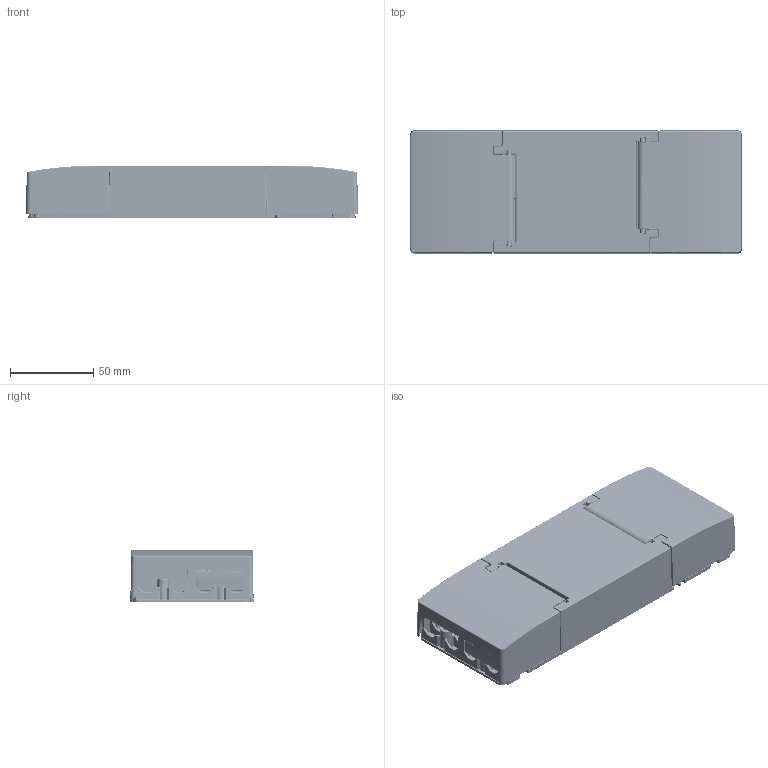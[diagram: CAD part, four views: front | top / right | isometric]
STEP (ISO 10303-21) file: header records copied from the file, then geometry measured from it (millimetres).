
FILE_DESCRIPTION(/* description */ (''),/* implementation_level */ '2;1');
FILE_NAME(/* name */ 'WH 50W-Independent.stp',/* time_stamp */ '2016-12-19T15:46:14+08:00',/* author */ ('cnh69992'),/* organization */ (''),/* preprocessor_version */ 'ST-DEVELOPER v15.2',/* originating_system */ 'Autodesk Inventor 2014',/* authorisation */ '');
FILE_SCHEMA (('AUTOMOTIVE_DESIGN { 1 0 10303 214 3 1 1 }'));
Products named in the file (123): 4422-409-21190_Cover sirius WH105; 4422-409-21200_Bottom sirius WH105; 4422-409-21220_Strain relief cover; 4422-409-21230_Strain relief clamp; 4422-400-69721; 2522-200-98586; 4422-409-21210_Strain relief bottom Sirius WH105; 250_Side_plate-gray; 250_single_piece; 250_4P; Cap_804; Connector_804; 804-6P; board.pcb_Outline1; board.pcb_Routing Outlines1; pkg_sot323_t_1, 934021860115_11; res_sllf160805_b_1, 212010894637_31; tld_icct_dia010_x_1, icct_dia010_51; res_sllf160805_b_1, 442240105011_9; res_sllf321607_b_1, 442240102009_11; res_sllf321607_b_1, 442240102003_13; cap_safe_180064149025_lda080_0750_r_1, 202233000394_19; dio_sod323_b_1, 934063244115_21; dio_sod323_t_1, 934054863135_261; res_d050090040_ldb050_0500_r_1, 212266200175_30; res_sllf1005035_x_1, 212010800566_34; tld_icct_dia010_sr_b_1, icct_dia010_wav_36; cap_sllf160810_t_1, 442240843291_39; res_sllf321607_t_1, 442240102051_41; cap_sllf100505_x_1, 443580260001_45; dio_scp52252917_b_2, 442240620024_47; ind_sllf160810_t_1, 242254990226_56; pkg_sot323_t_1, 934021780135_58; res_sllf201207_t_1, 442240104003_62; icc_so14e127rs225_t_1, 932231394668_67; pkg_sot323_t_1, 934024260135_69; pkg_sot323_t_1, 934026010135_731; pcb_mod_antenna_02p_m_1, 442240891232_75; res_sllf1005035_x_1, 442240843811_79; res_sllf321607_t_1, 442240857591_83 ...
Bounding box: 200 x 74.23 x 31.8 mm (x, y, z)
Volume: 166747.8 mm3; surface area: 178697.5 mm2
Topology: 350 solids, 350 shells, 9339 faces, 23637 edges, 15264 vertices
Faces by surface type: plane 5819, cylinder 1789, bspline 1303, sphere 195, cone 141, torus 92
Full cylindrical faces by diameter (mm): 0.3 x14, 0.45 x79, 0.6 x8, 0.76 x3, 0.9 x6, 1 x12, 1.1 x8, 1.2 x19, 1.3 x39, 1.6 x97, 2.5 x6, 2.83 x4, 3 x18, 3.5 x3, 4.256 x2, 5 x4, 5.117 x2, 5.273 x1, 5.39 x2, 5.4 x1, 5.579 x1, 5.929 x2, 6.185 x1, 6.541 x1, 8 x2, 9.2 x1, 13 x1
Entity records: 165333 total; most frequent: CARTESIAN_POINT 40051, ORIENTED_EDGE 25328, DIRECTION 23370, EDGE_CURVE 12664, LINE 9068, VECTOR 9068, VERTEX_POINT 8305, AXIS2_PLACEMENT_3D 7151
